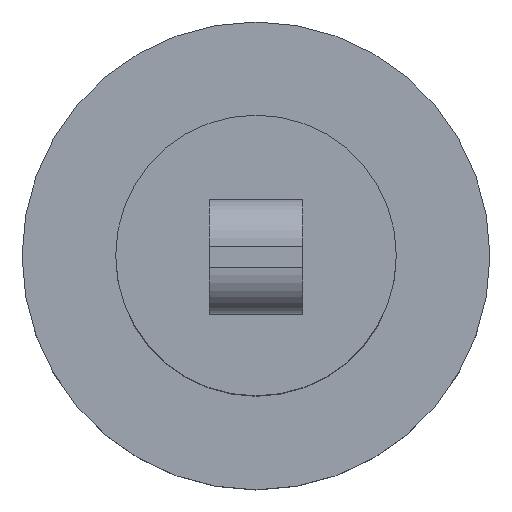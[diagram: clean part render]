
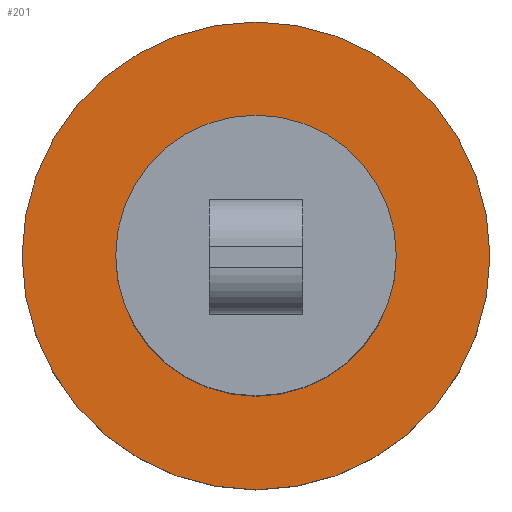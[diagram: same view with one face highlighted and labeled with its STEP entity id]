
A CAD part, top view. The second image highlights one B-rep face of the part: STEP entity #201.
In plain terms, the highlighted planar face has unit normal (0, 0, 1).
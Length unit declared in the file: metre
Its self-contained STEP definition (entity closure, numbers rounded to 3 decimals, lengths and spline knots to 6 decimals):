
#53=ORIENTED_EDGE('',*,*,#101,.F.);
#54=ORIENTED_EDGE('',*,*,#102,.T.);
#101=EDGE_CURVE('',#125,#125,#143,.T.);
#102=EDGE_CURVE('',#126,#126,#144,.T.);
#125=VERTEX_POINT('',#315);
#126=VERTEX_POINT('',#317);
#143=CIRCLE('',#228,0.0762);
#144=CIRCLE('',#229,0.127);
#153=EDGE_LOOP('',(#53));
#154=EDGE_LOOP('',(#54));
#173=FACE_BOUND('',#153,.T.);
#174=FACE_BOUND('',#154,.T.);
#193=PLANE('',#227);
#201=ADVANCED_FACE('',(#173,#174),#193,.F.);
#227=AXIS2_PLACEMENT_3D('',#313,#252,#253);
#228=AXIS2_PLACEMENT_3D('',#314,#254,#255);
#229=AXIS2_PLACEMENT_3D('',#316,#256,#257);
#252=DIRECTION('',(0.,0.,-1.));
#253=DIRECTION('',(-1.,0.,0.));
#254=DIRECTION('',(0.,0.,1.));
#255=DIRECTION('',(1.,0.,0.));
#256=DIRECTION('',(0.,0.,1.));
#257=DIRECTION('',(1.,0.,0.));
#313=CARTESIAN_POINT('',(-0.092365,0.,0.046006));
#314=CARTESIAN_POINT('',(-0.155865,0.,0.046006));
#315=CARTESIAN_POINT('',(-0.079665,0.,0.046006));
#316=CARTESIAN_POINT('',(-0.155865,0.,0.046006));
#317=CARTESIAN_POINT('',(-0.028865,0.,0.046006));
